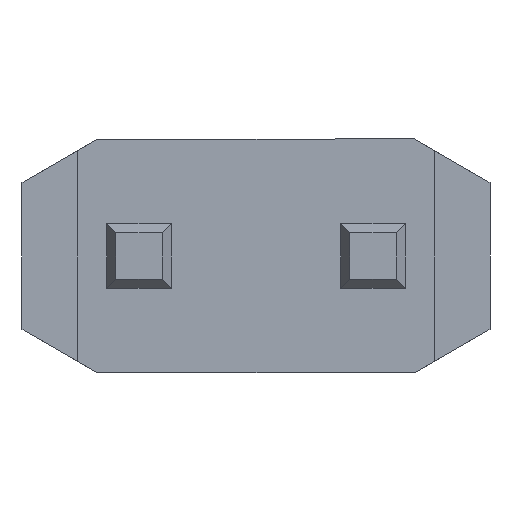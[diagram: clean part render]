
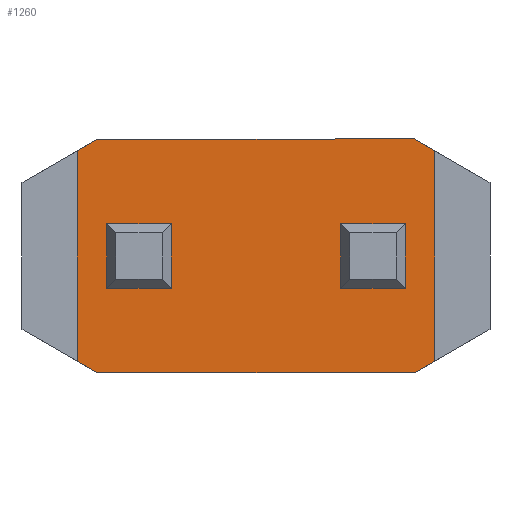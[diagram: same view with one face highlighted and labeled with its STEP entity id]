
A CAD part, front view. The second image highlights one B-rep face of the part: STEP entity #1260.
In plain terms, the highlighted planar face has unit normal (0, -1, 0).
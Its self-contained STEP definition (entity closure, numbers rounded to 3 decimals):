
#2 = FACE_OUTER_BOUND ( 'NONE', #1775, .T. ) ;
#7 = DIRECTION ( 'NONE',  ( 1., 0., 0. ) ) ;
#12 = VERTEX_POINT ( 'NONE', #1937 ) ;
#30 = LINE ( 'NONE', #871, #564 ) ;
#40 = VERTEX_POINT ( 'NONE', #2107 ) ;
#46 = VECTOR ( 'NONE', #1494, 1000. ) ;
#58 = DIRECTION ( 'NONE',  ( 0.866, 0., -0.5 ) ) ;
#98 = ORIENTED_EDGE ( 'NONE', *, *, #2076, .F. ) ;
#112 = VECTOR ( 'NONE', #1201, 1000. ) ;
#117 = CARTESIAN_POINT ( 'NONE',  ( -1.94, 0.6, 1.143 ) ) ;
#127 = LINE ( 'NONE', #1579, #1794 ) ;
#168 = CARTESIAN_POINT ( 'NONE',  ( 0.92, 0.6, 0.35 ) ) ;
#190 = ORIENTED_EDGE ( 'NONE', *, *, #1299, .F. ) ;
#192 = CARTESIAN_POINT ( 'NONE',  ( -1.62, 0.6, -0.35 ) ) ;
#216 = ORIENTED_EDGE ( 'NONE', *, *, #845, .F. ) ;
#219 = CARTESIAN_POINT ( 'NONE',  ( -1.72, 0.6, 1.27 ) ) ;
#231 = VECTOR ( 'NONE', #1615, 1000. ) ;
#269 = EDGE_CURVE ( 'NONE', #2004, #1659, #1053, .T. ) ;
#296 = LINE ( 'NONE', #1105, #1620 ) ;
#305 = CARTESIAN_POINT ( 'NONE',  ( -0.92, 0.6, -0.35 ) ) ;
#313 = EDGE_CURVE ( 'NONE', #1533, #2039, #296, .T. ) ;
#332 = VECTOR ( 'NONE', #491, 1000. ) ;
#337 = PLANE ( 'NONE',  #826 ) ;
#352 = VERTEX_POINT ( 'NONE', #1593 ) ;
#355 = VERTEX_POINT ( 'NONE', #2010 ) ;
#358 = DIRECTION ( 'NONE',  ( 0., 0., -1. ) ) ;
#380 = ORIENTED_EDGE ( 'NONE', *, *, #1151, .F. ) ;
#388 = CARTESIAN_POINT ( 'NONE',  ( -0.92, 0.6, -0.35 ) ) ;
#389 = VECTOR ( 'NONE', #1555, 1000. ) ;
#397 = EDGE_CURVE ( 'NONE', #352, #610, #778, .T. ) ;
#462 = LINE ( 'NONE', #192, #1351 ) ;
#470 = DIRECTION ( 'NONE',  ( 0., 0., 1. ) ) ;
#491 = DIRECTION ( 'NONE',  ( 0., 0., 1. ) ) ;
#534 = ORIENTED_EDGE ( 'NONE', *, *, #1671, .F. ) ;
#537 = EDGE_CURVE ( 'NONE', #1801, #2008, #565, .T. ) ;
#564 = VECTOR ( 'NONE', #863, 1000. ) ;
#565 = LINE ( 'NONE', #1779, #1515 ) ;
#603 = DIRECTION ( 'NONE',  ( 1., 0., 0. ) ) ;
#610 = VERTEX_POINT ( 'NONE', #388 ) ;
#612 = DIRECTION ( 'NONE',  ( -1., 0., 0. ) ) ;
#619 = EDGE_CURVE ( 'NONE', #12, #2039, #890, .T. ) ;
#635 = VECTOR ( 'NONE', #1046, 1000. ) ;
#644 = CARTESIAN_POINT ( 'NONE',  ( 0.92, 0.6, -0.35 ) ) ;
#658 = CARTESIAN_POINT ( 'NONE',  ( 1.94, 0.6, 1.143 ) ) ;
#661 = ORIENTED_EDGE ( 'NONE', *, *, #913, .F. ) ;
#663 = CARTESIAN_POINT ( 'NONE',  ( 1.72, 0.6, -1.27 ) ) ;
#669 = CARTESIAN_POINT ( 'NONE',  ( -1.94, 0.6, -1.143 ) ) ;
#702 = CARTESIAN_POINT ( 'NONE',  ( -1.94, 0.6, -1.27 ) ) ;
#729 = LINE ( 'NONE', #1025, #112 ) ;
#778 = LINE ( 'NONE', #1333, #1189 ) ;
#823 = LINE ( 'NONE', #219, #389 ) ;
#826 = AXIS2_PLACEMENT_3D ( 'NONE', #1939, #945, #2113 ) ;
#833 = ORIENTED_EDGE ( 'NONE', *, *, #1784, .T. ) ;
#845 = EDGE_CURVE ( 'NONE', #1239, #40, #729, .T. ) ;
#863 = DIRECTION ( 'NONE',  ( 0., 0., -1. ) ) ;
#871 = CARTESIAN_POINT ( 'NONE',  ( 1.94, 0.6, -1.27 ) ) ;
#890 = LINE ( 'NONE', #1393, #1344 ) ;
#913 = EDGE_CURVE ( 'NONE', #1472, #12, #30, .T. ) ;
#934 = LINE ( 'NONE', #1326, #46 ) ;
#939 = FACE_BOUND ( 'NONE', #1605, .T. ) ;
#945 = DIRECTION ( 'NONE',  ( 0., 1., 0. ) ) ;
#953 = VECTOR ( 'NONE', #1096, 1000. ) ;
#966 = VECTOR ( 'NONE', #470, 1000. ) ;
#983 = ORIENTED_EDGE ( 'NONE', *, *, #619, .F. ) ;
#1002 = CARTESIAN_POINT ( 'NONE',  ( 1.72, 0.6, 1.27 ) ) ;
#1007 = EDGE_CURVE ( 'NONE', #355, #1855, #127, .T. ) ;
#1008 = CARTESIAN_POINT ( 'NONE',  ( -1.72, 0.6, -1.27 ) ) ;
#1025 = CARTESIAN_POINT ( 'NONE',  ( 0.92, 0.6, -0.35 ) ) ;
#1031 = ORIENTED_EDGE ( 'NONE', *, *, #1808, .F. ) ;
#1046 = DIRECTION ( 'NONE',  ( 0., 0., 1. ) ) ;
#1053 = LINE ( 'NONE', #2094, #953 ) ;
#1057 = CARTESIAN_POINT ( 'NONE',  ( 1.72, 0.6, 1.27 ) ) ;
#1096 = DIRECTION ( 'NONE',  ( -1., 0., 0. ) ) ;
#1105 = CARTESIAN_POINT ( 'NONE',  ( -2.54, 0.6, -1.27 ) ) ;
#1127 = EDGE_LOOP ( 'NONE', ( #534, #216, #1938, #1578 ) ) ;
#1151 = EDGE_CURVE ( 'NONE', #610, #355, #1847, .T. ) ;
#1189 = VECTOR ( 'NONE', #7, 1000. ) ;
#1201 = DIRECTION ( 'NONE',  ( 1., 0., 0. ) ) ;
#1239 = VERTEX_POINT ( 'NONE', #644 ) ;
#1260 = ADVANCED_FACE ( 'NONE', ( #2, #939, #1331 ), #337, .F. ) ;
#1299 = EDGE_CURVE ( 'NONE', #1533, #2068, #1567, .T. ) ;
#1312 = VERTEX_POINT ( 'NONE', #117 ) ;
#1326 = CARTESIAN_POINT ( 'NONE',  ( 0.92, 0.6, -0.35 ) ) ;
#1331 = FACE_BOUND ( 'NONE', #1127, .T. ) ;
#1333 = CARTESIAN_POINT ( 'NONE',  ( -1.62, 0.6, -0.35 ) ) ;
#1344 = VECTOR ( 'NONE', #1725, 1000. ) ;
#1351 = VECTOR ( 'NONE', #358, 1000. ) ;
#1363 = ORIENTED_EDGE ( 'NONE', *, *, #1007, .F. ) ;
#1393 = CARTESIAN_POINT ( 'NONE',  ( 1.94, 0.6, -1.143 ) ) ;
#1457 = CARTESIAN_POINT ( 'NONE',  ( -1.72, 0.6, -1.27 ) ) ;
#1472 = VERTEX_POINT ( 'NONE', #658 ) ;
#1484 = LINE ( 'NONE', #1057, #1925 ) ;
#1494 = DIRECTION ( 'NONE',  ( 0., 0., -1. ) ) ;
#1515 = VECTOR ( 'NONE', #612, 1000. ) ;
#1533 = VERTEX_POINT ( 'NONE', #1008 ) ;
#1555 = DIRECTION ( 'NONE',  ( -0.866, 0., -0.5 ) ) ;
#1567 = LINE ( 'NONE', #1457, #231 ) ;
#1578 = ORIENTED_EDGE ( 'NONE', *, *, #537, .F. ) ;
#1579 = CARTESIAN_POINT ( 'NONE',  ( -1.94, 0.6, 0.35 ) ) ;
#1593 = CARTESIAN_POINT ( 'NONE',  ( -1.62, 0.6, -0.35 ) ) ;
#1605 = EDGE_LOOP ( 'NONE', ( #380, #2125, #98, #1363 ) ) ;
#1615 = DIRECTION ( 'NONE',  ( -0.866, 0., 0.5 ) ) ;
#1620 = VECTOR ( 'NONE', #603, 1000. ) ;
#1647 = CARTESIAN_POINT ( 'NONE',  ( -1.72, 0.6, 1.27 ) ) ;
#1659 = VERTEX_POINT ( 'NONE', #1647 ) ;
#1671 = EDGE_CURVE ( 'NONE', #40, #1801, #2112, .T. ) ;
#1718 = CARTESIAN_POINT ( 'NONE',  ( 1.62, 0.6, 0.35 ) ) ;
#1725 = DIRECTION ( 'NONE',  ( -0.866, 0., -0.5 ) ) ;
#1754 = ORIENTED_EDGE ( 'NONE', *, *, #313, .T. ) ;
#1775 = EDGE_LOOP ( 'NONE', ( #1754, #983, #661, #1031, #1979, #833, #2123, #190 ) ) ;
#1779 = CARTESIAN_POINT ( 'NONE',  ( -1.94, 0.6, 0.35 ) ) ;
#1784 = EDGE_CURVE ( 'NONE', #1659, #1312, #823, .T. ) ;
#1794 = VECTOR ( 'NONE', #1903, 1000. ) ;
#1801 = VERTEX_POINT ( 'NONE', #1718 ) ;
#1808 = EDGE_CURVE ( 'NONE', #2004, #1472, #1484, .T. ) ;
#1847 = LINE ( 'NONE', #305, #966 ) ;
#1855 = VERTEX_POINT ( 'NONE', #1884 ) ;
#1884 = CARTESIAN_POINT ( 'NONE',  ( -1.62, 0.6, 0.35 ) ) ;
#1903 = DIRECTION ( 'NONE',  ( -1., 0., 0. ) ) ;
#1925 = VECTOR ( 'NONE', #58, 1000. ) ;
#1937 = CARTESIAN_POINT ( 'NONE',  ( 1.94, 0.6, -1.143 ) ) ;
#1938 = ORIENTED_EDGE ( 'NONE', *, *, #1956, .F. ) ;
#1939 = CARTESIAN_POINT ( 'NONE',  ( -1.94, 0.6, -1.27 ) ) ;
#1956 = EDGE_CURVE ( 'NONE', #2008, #1239, #934, .T. ) ;
#1957 = LINE ( 'NONE', #702, #635 ) ;
#1979 = ORIENTED_EDGE ( 'NONE', *, *, #269, .T. ) ;
#2004 = VERTEX_POINT ( 'NONE', #1002 ) ;
#2008 = VERTEX_POINT ( 'NONE', #168 ) ;
#2010 = CARTESIAN_POINT ( 'NONE',  ( -0.92, 0.6, 0.35 ) ) ;
#2039 = VERTEX_POINT ( 'NONE', #663 ) ;
#2068 = VERTEX_POINT ( 'NONE', #669 ) ;
#2076 = EDGE_CURVE ( 'NONE', #1855, #352, #462, .T. ) ;
#2094 = CARTESIAN_POINT ( 'NONE',  ( -2.54, 0.6, 1.27 ) ) ;
#2107 = CARTESIAN_POINT ( 'NONE',  ( 1.62, 0.6, -0.35 ) ) ;
#2112 = LINE ( 'NONE', #2154, #332 ) ;
#2113 = DIRECTION ( 'NONE',  ( 0., 0., 1. ) ) ;
#2122 = EDGE_CURVE ( 'NONE', #2068, #1312, #1957, .T. ) ;
#2123 = ORIENTED_EDGE ( 'NONE', *, *, #2122, .F. ) ;
#2125 = ORIENTED_EDGE ( 'NONE', *, *, #397, .F. ) ;
#2154 = CARTESIAN_POINT ( 'NONE',  ( 1.62, 0.6, -0.35 ) ) ;
